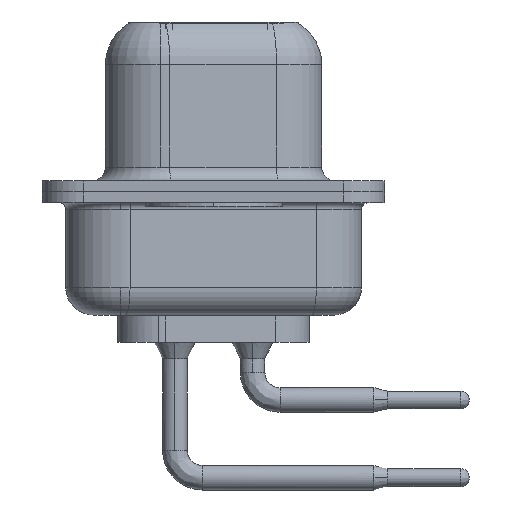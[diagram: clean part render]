
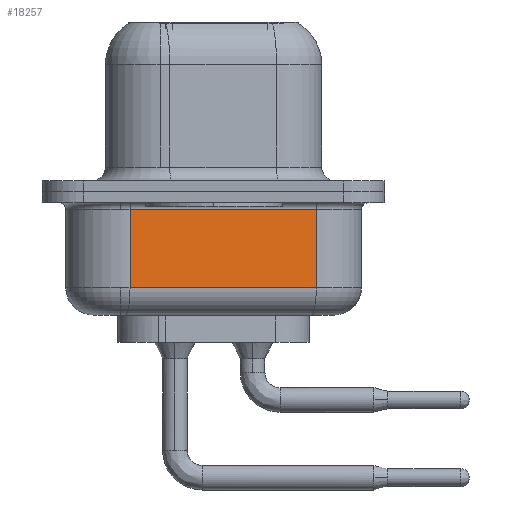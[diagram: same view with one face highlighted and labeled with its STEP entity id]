
A CAD part, left-side view. The second image highlights one B-rep face of the part: STEP entity #18257.
In plain terms, the highlighted planar face has unit normal (-0.985, -0.174, 0).
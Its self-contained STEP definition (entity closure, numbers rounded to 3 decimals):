
#1549 = CARTESIAN_POINT ( 'NONE',  ( 2.88, 3.053, -4.5 ) ) ;
#2184 = DIRECTION ( 'NONE',  ( 0.174, -0.985, 0. ) ) ;
#3075 = ORIENTED_EDGE ( 'NONE', *, *, #10831, .T. ) ;
#3244 = VECTOR ( 'NONE', #23092, 1000. ) ;
#3451 = DIRECTION ( 'NONE',  ( -0.174, 0.985, 0. ) ) ;
#7201 = LINE ( 'NONE', #9690, #12264 ) ;
#7790 = ORIENTED_EDGE ( 'NONE', *, *, #9034, .T. ) ;
#8125 = VERTEX_POINT ( 'NONE', #8929 ) ;
#8460 = CARTESIAN_POINT ( 'NONE',  ( 4.079, -3.747, -0.65 ) ) ;
#8929 = CARTESIAN_POINT ( 'NONE',  ( 4.079, -3.747, -3.5 ) ) ;
#9034 = EDGE_CURVE ( 'NONE', #17916, #8125, #7201, .T. ) ;
#9065 = PLANE ( 'NONE',  #14177 ) ;
#9292 = DIRECTION ( 'NONE',  ( 0., 0., 1. ) ) ;
#9690 = CARTESIAN_POINT ( 'NONE',  ( 2.88, 3.053, -3.5 ) ) ;
#10752 = DIRECTION ( 'NONE',  ( 0., 0., 1. ) ) ;
#10831 = EDGE_CURVE ( 'NONE', #17426, #20819, #18638, .T. ) ;
#11409 = LINE ( 'NONE', #20988, #21826 ) ;
#11867 = CARTESIAN_POINT ( 'NONE',  ( 2.88, 3.053, -3.5 ) ) ;
#12264 = VECTOR ( 'NONE', #2184, 1000. ) ;
#14177 = AXIS2_PLACEMENT_3D ( 'NONE', #1549, #14950, #3451 ) ;
#14259 = FACE_OUTER_BOUND ( 'NONE', #16481, .T. ) ;
#14950 = DIRECTION ( 'NONE',  ( 0.985, 0.174, 0. ) ) ;
#15617 = CARTESIAN_POINT ( 'NONE',  ( 2.88, 3.053, -0.65 ) ) ;
#15860 = LINE ( 'NONE', #24373, #21025 ) ;
#15996 = ORIENTED_EDGE ( 'NONE', *, *, #21138, .T. ) ;
#16481 = EDGE_LOOP ( 'NONE', ( #20241, #7790, #15996, #3075 ) ) ;
#17273 = CARTESIAN_POINT ( 'NONE',  ( 2.88, 3.053, -0.65 ) ) ;
#17426 = VERTEX_POINT ( 'NONE', #8460 ) ;
#17916 = VERTEX_POINT ( 'NONE', #11867 ) ;
#18257 = ADVANCED_FACE ( 'NONE', ( #14259 ), #9065, .F. ) ;
#18638 = LINE ( 'NONE', #17273, #3244 ) ;
#20241 = ORIENTED_EDGE ( 'NONE', *, *, #23379, .F. ) ;
#20819 = VERTEX_POINT ( 'NONE', #15617 ) ;
#20988 = CARTESIAN_POINT ( 'NONE',  ( 2.88, 3.053, -4.5 ) ) ;
#21025 = VECTOR ( 'NONE', #10752, 1000. ) ;
#21138 = EDGE_CURVE ( 'NONE', #8125, #17426, #15860, .T. ) ;
#21826 = VECTOR ( 'NONE', #9292, 1000. ) ;
#23092 = DIRECTION ( 'NONE',  ( -0.174, 0.985, 0. ) ) ;
#23379 = EDGE_CURVE ( 'NONE', #17916, #20819, #11409, .T. ) ;
#24373 = CARTESIAN_POINT ( 'NONE',  ( 4.079, -3.747, -4.5 ) ) ;
